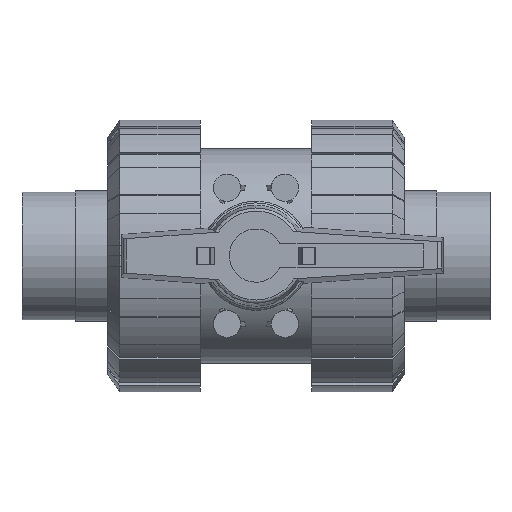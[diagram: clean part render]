
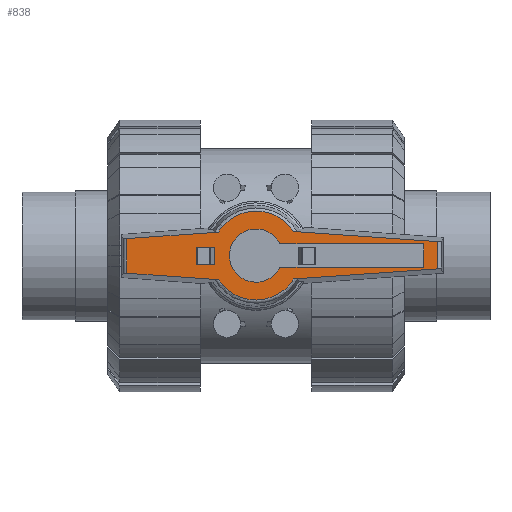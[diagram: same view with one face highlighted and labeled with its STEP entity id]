
A CAD part, top view. The second image highlights one B-rep face of the part: STEP entity #838.
In plain terms, the highlighted planar face has unit normal (0, 0, 1).
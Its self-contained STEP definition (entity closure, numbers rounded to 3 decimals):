
#838=ADVANCED_FACE('',(#1922,#1923,#1924),#1925,.T.);
#1922=FACE_BOUND('',#3327,.T.);
#1923=FACE_OUTER_BOUND('',#3328,.T.);
#1924=FACE_BOUND('',#3329,.T.);
#1925=PLANE('',#3330);
#3327=EDGE_LOOP('',(#5439,#5440,#5441,#5442,#5443));
#3328=EDGE_LOOP('',(#5444,#5445,#5446,#5447,#5448,#5449,#5450,#5451));
#3329=EDGE_LOOP('',(#5452,#5453,#5454,#5455));
#3330=AXIS2_PLACEMENT_3D('',#5456,#5457,#5458);
#5439=ORIENTED_EDGE('',*,*,#8817,.T.);
#5440=ORIENTED_EDGE('',*,*,#8808,.T.);
#5441=ORIENTED_EDGE('',*,*,#8890,.T.);
#5442=ORIENTED_EDGE('',*,*,#8903,.T.);
#5443=ORIENTED_EDGE('',*,*,#8906,.T.);
#5444=ORIENTED_EDGE('',*,*,#9029,.T.);
#5445=ORIENTED_EDGE('',*,*,#9201,.T.);
#5446=ORIENTED_EDGE('',*,*,#9134,.T.);
#5447=ORIENTED_EDGE('',*,*,#9141,.F.);
#5448=ORIENTED_EDGE('',*,*,#9060,.T.);
#5449=ORIENTED_EDGE('',*,*,#9174,.T.);
#5450=ORIENTED_EDGE('',*,*,#9117,.T.);
#5451=ORIENTED_EDGE('',*,*,#9148,.T.);
#5452=ORIENTED_EDGE('',*,*,#9067,.T.);
#5453=ORIENTED_EDGE('',*,*,#9082,.T.);
#5454=ORIENTED_EDGE('',*,*,#9090,.T.);
#5455=ORIENTED_EDGE('',*,*,#9074,.T.);
#5456=CARTESIAN_POINT('',(13.057,0.0,226.5));
#5457=DIRECTION('',(0.0,0.0,1.0));
#5458=DIRECTION('',(1.0,0.0,0.0));
#8808=EDGE_CURVE('',#10578,#10575,#10579,.T.);
#8817=EDGE_CURVE('',#10593,#10578,#10594,.T.);
#8890=EDGE_CURVE('',#10575,#10711,#10713,.T.);
#8903=EDGE_CURVE('',#10711,#10733,#10734,.T.);
#8906=EDGE_CURVE('',#10733,#10593,#10737,.T.);
#9029=EDGE_CURVE('',#10914,#10912,#10915,.T.);
#9060=EDGE_CURVE('',#10967,#10965,#10968,.T.);
#9067=EDGE_CURVE('',#10979,#10980,#10981,.T.);
#9074=EDGE_CURVE('',#10992,#10979,#10993,.T.);
#9082=EDGE_CURVE('',#10980,#11004,#11005,.T.);
#9090=EDGE_CURVE('',#11004,#10992,#11014,.T.);
#9117=EDGE_CURVE('',#11051,#11049,#11052,.T.);
#9134=EDGE_CURVE('',#11077,#11075,#11078,.T.);
#9141=EDGE_CURVE('',#10967,#11075,#11088,.T.);
#9148=EDGE_CURVE('',#11049,#10914,#11095,.T.);
#9174=EDGE_CURVE('',#10965,#11051,#11127,.T.);
#9201=EDGE_CURVE('',#10912,#11077,#11154,.T.);
#10575=VERTEX_POINT('',#13186);
#10578=VERTEX_POINT('',#13190);
#10579=CIRCLE('',#13191,15.629);
#10593=VERTEX_POINT('',#13218);
#10594=LINE('',#13219,#13220);
#10711=VERTEX_POINT('',#13388);
#10713=CIRCLE('',#13391,15.629);
#10733=VERTEX_POINT('',#13418);
#10734=LINE('',#13419,#13420);
#10737=LINE('',#13424,#13425);
#10912=VERTEX_POINT('',#13832);
#10914=VERTEX_POINT('',#13861);
#10915=LINE('',#13862,#13863);
#10965=VERTEX_POINT('',#14018);
#10967=VERTEX_POINT('',#14047);
#10968=LINE('',#14048,#14049);
#10979=VERTEX_POINT('',#14063);
#10980=VERTEX_POINT('',#14064);
#10981=LINE('',#14065,#14066);
#10992=VERTEX_POINT('',#14080);
#10993=LINE('',#14081,#14082);
#11004=VERTEX_POINT('',#14097);
#11005=LINE('',#14098,#14099);
#11014=LINE('',#14111,#14112);
#11049=VERTEX_POINT('',#14157);
#11051=VERTEX_POINT('',#14159);
#11052=LINE('',#14160,#14161);
#11075=VERTEX_POINT('',#14250);
#11077=VERTEX_POINT('',#14252);
#11078=LINE('',#14253,#14254);
#11088=LINE('',#14326,#14327);
#11095=LINE('',#14336,#14337);
#11127=CIRCLE('',#14439,26.113);
#11154=CIRCLE('',#14466,26.113);
#13186=CARTESIAN_POINT('',(-15.629,0.,226.5));
#13190=CARTESIAN_POINT('',(14.053,-6.838,226.5));
#13191=AXIS2_PLACEMENT_3D('',#18529,#18530,#18531);
#13218=CARTESIAN_POINT('',(98.5,-6.838,226.5));
#13219=CARTESIAN_POINT('',(31.153,-6.838,226.5));
#13220=VECTOR('',#18539,1.0);
#13388=CARTESIAN_POINT('',(14.053,6.838,226.5));
#13391=AXIS2_PLACEMENT_3D('',#18637,#18638,#18639);
#13418=CARTESIAN_POINT('',(98.5,6.838,226.5));
#13419=CARTESIAN_POINT('',(31.153,6.838,226.5));
#13420=VECTOR('',#18653,1.0);
#13424=CARTESIAN_POINT('',(98.5,0.0,226.5));
#13425=VECTOR('',#18655,1.0);
#13832=CARTESIAN_POINT('',(-21.949,-14.147,226.5));
#13861=CARTESIAN_POINT('',(-75.912,-10.373,226.5));
#13862=CARTESIAN_POINT('',(-4.617,-15.359,226.5));
#13863=VECTOR('',#18760,1.0);
#14018=CARTESIAN_POINT('',(21.949,14.147,226.5));
#14047=CARTESIAN_POINT('',(106.912,8.205,226.5));
#14048=CARTESIAN_POINT('',(56.421,11.736,226.5));
#14049=VECTOR('',#18788,1.0);
#14063=CARTESIAN_POINT('',(-24.228,-5.0,226.5));
#14064=CARTESIAN_POINT('',(-35.,-5.0,226.5));
#14065=CARTESIAN_POINT('',(-8.51,-5.0,226.5));
#14066=VECTOR('',#18798,1.0);
#14080=CARTESIAN_POINT('',(-24.228,5.0,226.5));
#14081=CARTESIAN_POINT('',(-24.228,-2.5,226.5));
#14082=VECTOR('',#18808,1.0);
#14097=CARTESIAN_POINT('',(-35.,5.0,226.5));
#14098=CARTESIAN_POINT('',(-35.,7.5,226.5));
#14099=VECTOR('',#18816,1.0);
#14111=CARTESIAN_POINT('',(-8.51,5.0,226.5));
#14112=VECTOR('',#18823,1.0);
#14157=CARTESIAN_POINT('',(-75.912,9.979,226.5));
#14159=CARTESIAN_POINT('',(-22.21,13.734,226.5));
#14160=CARTESIAN_POINT('',(-3.198,15.064,226.5));
#14161=VECTOR('',#18855,1.0);
#14250=CARTESIAN_POINT('',(106.912,-7.811,226.5));
#14252=CARTESIAN_POINT('',(22.21,-13.734,226.5));
#14253=CARTESIAN_POINT('',(57.786,-11.247,226.5));
#14254=VECTOR('',#18870,1.0);
#14326=CARTESIAN_POINT('',(106.912,20.0,226.5));
#14327=VECTOR('',#18872,1.0);
#14336=CARTESIAN_POINT('',(-75.912,20.0,226.5));
#14337=VECTOR('',#18875,1.0);
#14439=AXIS2_PLACEMENT_3D('',#18908,#18909,#18910);
#14466=AXIS2_PLACEMENT_3D('',#18941,#18942,#18943);
#18529=CARTESIAN_POINT('',(0.0,0.0,226.5));
#18530=DIRECTION('',(0.0,0.0,-1.0));
#18531=DIRECTION('',(1.0,0.0,0.0));
#18539=DIRECTION('',(-1.0,0.0,0.0));
#18637=CARTESIAN_POINT('',(0.0,0.0,226.5));
#18638=DIRECTION('',(0.0,0.0,-1.0));
#18639=DIRECTION('',(1.0,0.0,0.0));
#18653=DIRECTION('',(1.0,0.0,-0.0));
#18655=DIRECTION('',(0.0,-1.0,0.0));
#18760=DIRECTION('',(0.998,-0.07,0.0));
#18788=DIRECTION('',(-0.998,0.07,0.0));
#18798=DIRECTION('',(-1.0,0.0,0.0));
#18808=DIRECTION('',(0.0,-1.0,0.0));
#18816=DIRECTION('',(0.0,1.0,-0.0));
#18823=DIRECTION('',(1.0,0.0,0.0));
#18855=DIRECTION('',(-0.998,-0.07,0.0));
#18870=DIRECTION('',(0.998,0.07,-0.0));
#18872=DIRECTION('',(0.0,-1.0,0.0));
#18875=DIRECTION('',(0.0,-1.0,0.0));
#18908=CARTESIAN_POINT('',(0.0,0.0,226.5));
#18909=DIRECTION('',(0.0,0.0,1.0));
#18910=DIRECTION('',(1.0,0.0,0.0));
#18941=CARTESIAN_POINT('',(0.0,0.0,226.5));
#18942=DIRECTION('',(0.0,0.0,1.0));
#18943=DIRECTION('',(1.0,0.0,0.0));
